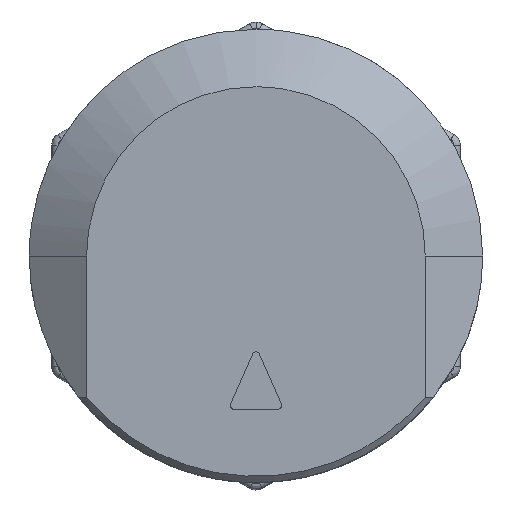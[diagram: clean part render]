
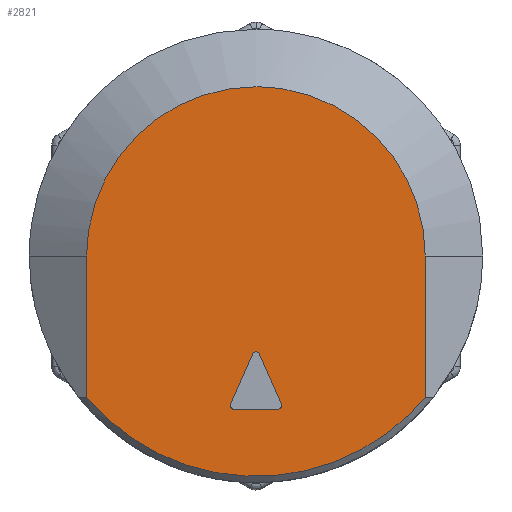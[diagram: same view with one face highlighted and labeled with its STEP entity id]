
A CAD part, front view. The second image highlights one B-rep face of the part: STEP entity #2821.
In plain terms, the highlighted free-form (B-spline) face has degree [1, 1] with [2, 2] control points.
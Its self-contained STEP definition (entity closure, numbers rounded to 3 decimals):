
#2116=CARTESIAN_POINT('',(-9.3,13.25,-11.045));
#2117=VERTEX_POINT('',#2116);
#2126=CARTESIAN_POINT('',(-9.3,-13.25,-11.045));
#2127=VERTEX_POINT('',#2126);
#2135=CARTESIAN_POINT('',(-9.3,13.25,-11.045));
#2136=CARTESIAN_POINT('',(-9.3,12.57,-11.861));
#2137=CARTESIAN_POINT('',(-9.3,11.366,-13.061));
#2138=CARTESIAN_POINT('',(-9.3,9.369,-14.536));
#2139=CARTESIAN_POINT('',(-9.3,7.583,-15.543));
#2140=CARTESIAN_POINT('',(-9.3,5.615,-16.352));
#2141=CARTESIAN_POINT('',(-9.3,3.262,-17.013));
#2142=CARTESIAN_POINT('',(-9.3,0.435,-17.343));
#2143=CARTESIAN_POINT('',(-9.3,-2.56,-17.138));
#2144=CARTESIAN_POINT('',(-9.3,-5.018,-16.555));
#2145=CARTESIAN_POINT('',(-9.3,-7.155,-15.745));
#2146=CARTESIAN_POINT('',(-9.3,-8.863,-14.842));
#2147=CARTESIAN_POINT('',(-9.3,-11.043,-13.355));
#2148=CARTESIAN_POINT('',(-9.3,-12.394,-12.073));
#2149=CARTESIAN_POINT('',(-9.3,-13.25,-11.045));
#2150=B_SPLINE_CURVE_WITH_KNOTS('',3,(#2135,#2136,#2137,#2138,#2139,#2140,#2141,#2142,#2143,#2144,#2145,#2146,#2147,#2148,#2149),.UNSPECIFIED.,.F.,.U.,(4,1,1,1,1,1,1,1,1,1,1,1,4),(0.,3.187,5.076,7.437,9.325,11.45,14.755,17.824,20.421,22.31,24.67,26.205,30.218),.UNSPECIFIED.);
#2151=EDGE_CURVE('',#2117,#2127,#2150,.T.);
#2243=CARTESIAN_POINT('',(-9.3,-0.275,-7.68));
#2244=VERTEX_POINT('',#2243);
#2245=CARTESIAN_POINT('',(-9.3,0.275,-7.68));
#2246=VERTEX_POINT('',#2245);
#2247=CARTESIAN_POINT('',(-9.3,-0.275,-7.68));
#2248=CARTESIAN_POINT('',(-9.3,-0.258,-7.64));
#2249=CARTESIAN_POINT('',(-9.3,-0.201,-7.562));
#2250=CARTESIAN_POINT('',(-9.3,-0.081,-7.501));
#2251=CARTESIAN_POINT('',(-9.3,0.063,-7.496));
#2252=CARTESIAN_POINT('',(-9.3,0.193,-7.554));
#2253=CARTESIAN_POINT('',(-9.3,0.256,-7.637));
#2254=CARTESIAN_POINT('',(-9.3,0.275,-7.68));
#2255=B_SPLINE_CURVE_WITH_KNOTS('',3,(#2247,#2248,#2249,#2250,#2251,#2252,#2253,#2254),.UNSPECIFIED.,.F.,.U.,(4,1,1,1,1,4),(0.,0.13,0.283,0.391,0.555,0.696),.UNSPECIFIED.);
#2256=EDGE_CURVE('',#2244,#2246,#2255,.T.);
#2277=CARTESIAN_POINT('',(-9.3,-1.975,-11.58));
#2278=VERTEX_POINT('',#2277);
#2279=CARTESIAN_POINT('',(-9.3,-1.975,-11.58));
#2280=CARTESIAN_POINT('',(-9.3,-0.275,-7.68));
#2281=QUASI_UNIFORM_CURVE('',1,(#2279,#2280),.UNSPECIFIED.,.F.,.U.);
#2282=EDGE_CURVE('',#2278,#2244,#2281,.T.);
#2308=CARTESIAN_POINT('',(-9.3,-1.7,-12.));
#2309=VERTEX_POINT('',#2308);
#2310=CARTESIAN_POINT('',(-9.3,-1.7,-12.));
#2311=CARTESIAN_POINT('',(-9.3,-1.737,-12.));
#2312=CARTESIAN_POINT('',(-9.3,-1.805,-11.987));
#2313=CARTESIAN_POINT('',(-9.3,-1.908,-11.927));
#2314=CARTESIAN_POINT('',(-9.3,-1.973,-11.84));
#2315=CARTESIAN_POINT('',(-9.3,-2.008,-11.714));
#2316=CARTESIAN_POINT('',(-9.3,-1.997,-11.631));
#2317=CARTESIAN_POINT('',(-9.3,-1.975,-11.58));
#2318=B_SPLINE_CURVE_WITH_KNOTS('',3,(#2310,#2311,#2312,#2313,#2314,#2315,#2316,#2317),.UNSPECIFIED.,.F.,.U.,(4,1,1,1,1,4),(0.,0.111,0.204,0.353,0.427,0.595),.UNSPECIFIED.);
#2319=EDGE_CURVE('',#2309,#2278,#2318,.T.);
#2336=CARTESIAN_POINT('',(-9.3,1.7,-12.0));
#2337=VERTEX_POINT('',#2336);
#2338=CARTESIAN_POINT('',(-9.3,1.7,-12.0));
#2339=CARTESIAN_POINT('',(-9.3,-1.7,-12.));
#2340=QUASI_UNIFORM_CURVE('',1,(#2338,#2339),.UNSPECIFIED.,.F.,.U.);
#2341=EDGE_CURVE('',#2337,#2309,#2340,.T.);
#2367=CARTESIAN_POINT('',(-9.3,1.975,-11.58));
#2368=VERTEX_POINT('',#2367);
#2369=CARTESIAN_POINT('',(-9.3,1.975,-11.58));
#2370=CARTESIAN_POINT('',(-9.3,1.99,-11.614));
#2371=CARTESIAN_POINT('',(-9.3,2.005,-11.682));
#2372=CARTESIAN_POINT('',(-9.3,1.992,-11.8));
#2373=CARTESIAN_POINT('',(-9.3,1.938,-11.894));
#2374=CARTESIAN_POINT('',(-9.3,1.836,-11.977));
#2375=CARTESIAN_POINT('',(-9.3,1.756,-12.));
#2376=CARTESIAN_POINT('',(-9.3,1.7,-12.0));
#2377=B_SPLINE_CURVE_WITH_KNOTS('',3,(#2369,#2370,#2371,#2372,#2373,#2374,#2375,#2376),.UNSPECIFIED.,.F.,.U.,(4,1,1,1,1,4),(0.,0.111,0.204,0.353,0.427,0.595),.UNSPECIFIED.);
#2378=EDGE_CURVE('',#2368,#2337,#2377,.T.);
#2395=CARTESIAN_POINT('',(-9.3,0.275,-7.68));
#2396=CARTESIAN_POINT('',(-9.3,1.975,-11.58));
#2397=QUASI_UNIFORM_CURVE('',1,(#2395,#2396),.UNSPECIFIED.,.F.,.U.);
#2398=EDGE_CURVE('',#2246,#2368,#2397,.T.);
#2413=CARTESIAN_POINT('',(-9.3,13.25,0.));
#2414=VERTEX_POINT('',#2413);
#2415=CARTESIAN_POINT('',(-9.3,13.25,-11.045));
#2416=CARTESIAN_POINT('',(-9.3,13.25,0.));
#2417=QUASI_UNIFORM_CURVE('',1,(#2415,#2416),.UNSPECIFIED.,.F.,.U.);
#2418=EDGE_CURVE('',#2117,#2414,#2417,.T.);
#2433=CARTESIAN_POINT('',(-9.3,-13.25,0.));
#2434=VERTEX_POINT('',#2433);
#2435=CARTESIAN_POINT('',(-9.3,-13.25,0.));
#2436=CARTESIAN_POINT('',(-9.3,-13.25,-11.045));
#2437=QUASI_UNIFORM_CURVE('',1,(#2435,#2436),.UNSPECIFIED.,.F.,.U.);
#2438=EDGE_CURVE('',#2434,#2127,#2437,.T.);
#2468=CARTESIAN_POINT('',(-9.3,0.,13.25));
#2469=VERTEX_POINT('',#2468);
#2470=CARTESIAN_POINT('',(-9.3,0.,13.25));
#2471=CARTESIAN_POINT('',(-9.3,1.057,13.25));
#2472=CARTESIAN_POINT('',(-9.3,2.818,13.038));
#2473=CARTESIAN_POINT('',(-9.3,4.909,12.347));
#2474=CARTESIAN_POINT('',(-9.3,6.45,11.607));
#2475=CARTESIAN_POINT('',(-9.3,8.059,10.595));
#2476=CARTESIAN_POINT('',(-9.3,9.728,9.11));
#2477=CARTESIAN_POINT('',(-9.3,11.156,7.257));
#2478=CARTESIAN_POINT('',(-9.3,12.29,5.151));
#2479=CARTESIAN_POINT('',(-9.3,13.063,2.737));
#2480=CARTESIAN_POINT('',(-9.3,13.25,0.894));
#2481=CARTESIAN_POINT('',(-9.3,13.25,0.));
#2482=B_SPLINE_CURVE_WITH_KNOTS('',3,(#2470,#2471,#2472,#2473,#2474,#2475,#2476,#2477,#2478,#2479,#2480,#2481),.UNSPECIFIED.,.F.,.U.,(4,1,1,1,1,1,1,1,1,4),(0.,3.171,5.285,6.585,8.293,10.976,13.252,15.285,18.13,20.813),.UNSPECIFIED.);
#2483=EDGE_CURVE('',#2469,#2414,#2482,.T.);
#2485=CARTESIAN_POINT('',(-9.3,-13.25,0.));
#2486=CARTESIAN_POINT('',(-9.3,-13.25,1.057));
#2487=CARTESIAN_POINT('',(-9.3,-13.048,2.737));
#2488=CARTESIAN_POINT('',(-9.3,-12.319,5.014));
#2489=CARTESIAN_POINT('',(-9.3,-11.534,6.597));
#2490=CARTESIAN_POINT('',(-9.3,-10.599,7.996));
#2491=CARTESIAN_POINT('',(-9.3,-9.585,9.201));
#2492=CARTESIAN_POINT('',(-9.3,-8.124,10.542));
#2493=CARTESIAN_POINT('',(-9.3,-6.485,11.615));
#2494=CARTESIAN_POINT('',(-9.3,-4.557,12.491));
#2495=CARTESIAN_POINT('',(-9.3,-2.493,13.09));
#2496=CARTESIAN_POINT('',(-9.3,-0.867,13.25));
#2497=CARTESIAN_POINT('',(-9.3,0.,13.25));
#2498=B_SPLINE_CURVE_WITH_KNOTS('',3,(#2485,#2486,#2487,#2488,#2489,#2490,#2491,#2492,#2493,#2494,#2495,#2496,#2497),.UNSPECIFIED.,.F.,.U.,(4,1,1,1,1,1,1,1,1,1,4),(0.,3.171,5.041,7.155,8.455,10.081,11.87,14.39,15.935,18.211,20.813),.UNSPECIFIED.);
#2499=EDGE_CURVE('',#2434,#2469,#2498,.T.);
#2801=CARTESIAN_POINT('',(-9.3,-14.574,-18.773));
#2802=CARTESIAN_POINT('',(-9.3,-14.574,14.773));
#2803=CARTESIAN_POINT('',(-9.3,14.574,-18.773));
#2804=CARTESIAN_POINT('',(-9.3,14.574,14.773));
#2805=B_SPLINE_SURFACE_WITH_KNOTS('',1,1,((#2801,#2803),(#2802,#2804)),.UNSPECIFIED.,.F.,.F.,.U.,(2,2),(2,2),(0.0,33.547),(0.0,29.147),.UNSPECIFIED.);
#2806=ORIENTED_EDGE('',*,*,#2418,.F.);
#2807=ORIENTED_EDGE('',*,*,#2151,.T.);
#2808=ORIENTED_EDGE('',*,*,#2438,.F.);
#2809=ORIENTED_EDGE('',*,*,#2499,.T.);
#2810=ORIENTED_EDGE('',*,*,#2483,.T.);
#2811=EDGE_LOOP('',(#2806,#2807,#2808,#2809,#2810));
#2812=FACE_OUTER_BOUND('',#2811,.T.);
#2813=ORIENTED_EDGE('',*,*,#2398,.F.);
#2814=ORIENTED_EDGE('',*,*,#2256,.F.);
#2815=ORIENTED_EDGE('',*,*,#2282,.F.);
#2816=ORIENTED_EDGE('',*,*,#2319,.F.);
#2817=ORIENTED_EDGE('',*,*,#2341,.F.);
#2818=ORIENTED_EDGE('',*,*,#2378,.F.);
#2819=EDGE_LOOP('',(#2813,#2814,#2815,#2816,#2817,#2818));
#2820=FACE_BOUND('',#2819,.T.);
#2821=ADVANCED_FACE('',(#2812,#2820),#2805,.T.);
